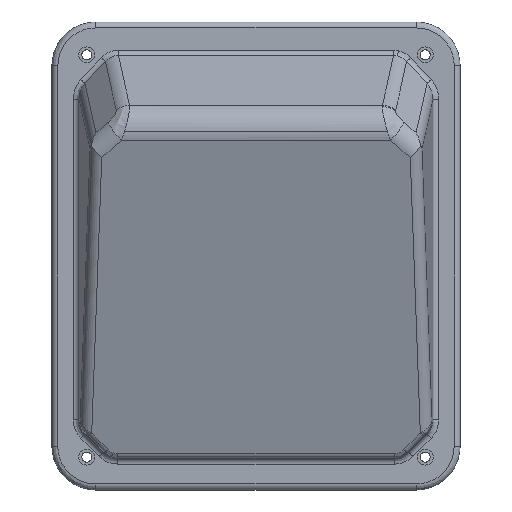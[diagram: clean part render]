
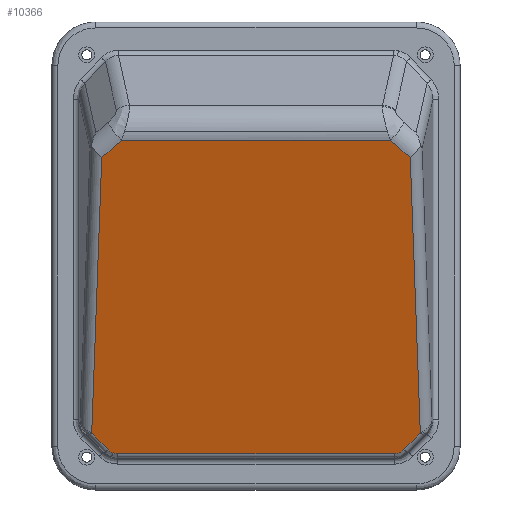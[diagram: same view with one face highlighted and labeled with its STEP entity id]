
A CAD part, top view. The second image highlights one B-rep face of the part: STEP entity #10366.
In plain terms, the highlighted planar face has unit normal (0, -0.296, 0.955).
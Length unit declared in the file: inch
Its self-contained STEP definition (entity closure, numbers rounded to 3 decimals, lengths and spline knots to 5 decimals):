
#361 = VECTOR ( 'NONE', #7596, 39.37008 ) ;
#836 = EDGE_CURVE ( 'NONE', #3024, #2313, #2998, .T. ) ;
#911 = DIRECTION ( 'NONE',  ( 0.735, -0.648, -0.201 ) ) ;
#946 = ORIENTED_EDGE ( 'NONE', *, *, #4852, .F. ) ;
#977 = LINE ( 'NONE', #3037, #5321 ) ;
#1000 = ORIENTED_EDGE ( 'NONE', *, *, #1753, .F. ) ;
#1271 = EDGE_CURVE ( 'NONE', #2313, #6998, #2359, .T. ) ;
#1402 = CARTESIAN_POINT ( 'NONE',  ( -3.2477, -3.45431, 0.4853 ) ) ;
#1425 = DIRECTION ( 'NONE',  ( 0.035, -0.955, -0.295 ) ) ;
#1559 = ORIENTED_EDGE ( 'NONE', *, *, #8950, .F. ) ;
#1626 = VERTEX_POINT ( 'NONE', #4664 ) ;
#1753 = EDGE_CURVE ( 'NONE', #5223, #3024, #1901, .T. ) ;
#1780 = CARTESIAN_POINT ( 'NONE',  ( -2.92187, -3.79006, 0.38142 ) ) ;
#1901 = LINE ( 'NONE', #3450, #12392 ) ;
#2068 = VERTEX_POINT ( 'NONE', #2208 ) ;
#2208 = CARTESIAN_POINT ( 'NONE',  ( -3.04938, 1.98135, 2.16698 ) ) ;
#2313 = VERTEX_POINT ( 'NONE', #11432 ) ;
#2359 = B_SPLINE_CURVE_WITH_KNOTS ( 'NONE', 3,
 ( #12510, #8664, #7626, #10561, #8576, #2631 ),
 .UNSPECIFIED., .F., .F.,
 ( 4, 2, 4 ),
 ( 0., 0.5, 1. ),
 .UNSPECIFIED. ) ;
#2631 = CARTESIAN_POINT ( 'NONE',  ( 2.7286, -3.87078, 0.35645 ) ) ;
#2901 = DIRECTION ( 'NONE',  ( -1., 0., 0. ) ) ;
#2998 = LINE ( 'NONE', #6598, #361 ) ;
#3024 = VERTEX_POINT ( 'NONE', #7642 ) ;
#3037 = CARTESIAN_POINT ( 'NONE',  ( 2.66033, 2.32452, 2.27316 ) ) ;
#3105 = AXIS2_PLACEMENT_3D ( 'NONE', #9134, #9004, #4157 ) ;
#3168 = EDGE_CURVE ( 'NONE', #6998, #7559, #9418, .T. ) ;
#3240 = CARTESIAN_POINT ( 'NONE',  ( -2.92187, -3.79006, 0.38142 ) ) ;
#3250 = ORIENTED_EDGE ( 'NONE', *, *, #12755, .F. ) ;
#3364 = CARTESIAN_POINT ( 'NONE',  ( 2.7286, -3.87078, 0.35645 ) ) ;
#3450 = CARTESIAN_POINT ( 'NONE',  ( 3.04938, 1.98135, 2.16698 ) ) ;
#3553 = B_SPLINE_CURVE_WITH_KNOTS ( 'NONE', 3,
 ( #10815, #5347, #6335, #3240 ),
 .UNSPECIFIED., .F., .F.,
 ( 4, 4 ),
 ( 0., 1. ),
 .UNSPECIFIED. ) ;
#3984 = VERTEX_POINT ( 'NONE', #7853 ) ;
#4157 = DIRECTION ( 'NONE',  ( 0., -0.955, -0.296 ) ) ;
#4455 = CARTESIAN_POINT ( 'NONE',  ( 3.04938, 1.98135, 2.16698 ) ) ;
#4485 = VECTOR ( 'NONE', #2901, 39.37008 ) ;
#4664 = CARTESIAN_POINT ( 'NONE',  ( -2.66033, 2.32452, 2.27316 ) ) ;
#4852 = EDGE_CURVE ( 'NONE', #3984, #6381, #11058, .T. ) ;
#5048 = VERTEX_POINT ( 'NONE', #7127 ) ;
#5223 = VERTEX_POINT ( 'NONE', #4455 ) ;
#5321 = VECTOR ( 'NONE', #911, 39.37008 ) ;
#5347 = CARTESIAN_POINT ( 'NONE',  ( -2.86236, -3.83914, 0.36624 ) ) ;
#5801 = ORIENTED_EDGE ( 'NONE', *, *, #10664, .F. ) ;
#6335 = CARTESIAN_POINT ( 'NONE',  ( -2.89515, -3.81759, 0.3729 ) ) ;
#6381 = VERTEX_POINT ( 'NONE', #8212 ) ;
#6493 = EDGE_CURVE ( 'NONE', #1626, #11977, #11025, .T. ) ;
#6598 = CARTESIAN_POINT ( 'NONE',  ( 3.2477, -3.45431, 0.4853 ) ) ;
#6933 = ORIENTED_EDGE ( 'NONE', *, *, #6493, .F. ) ;
#6998 = VERTEX_POINT ( 'NONE', #3364 ) ;
#7078 = ORIENTED_EDGE ( 'NONE', *, *, #836, .F. ) ;
#7127 = CARTESIAN_POINT ( 'NONE',  ( -2.82619, -3.85293, 0.36197 ) ) ;
#7177 = VECTOR ( 'NONE', #7251, 39.37008 ) ;
#7251 = DIRECTION ( 'NONE',  ( 0.035, 0.955, 0.295 ) ) ;
#7334 = EDGE_CURVE ( 'NONE', #2068, #1626, #12435, .T. ) ;
#7559 = VERTEX_POINT ( 'NONE', #10814 ) ;
#7596 = DIRECTION ( 'NONE',  ( -0.68, -0.701, -0.217 ) ) ;
#7612 = ORIENTED_EDGE ( 'NONE', *, *, #7334, .F. ) ;
#7626 = CARTESIAN_POINT ( 'NONE',  ( 2.86708, -3.836, 0.36721 ) ) ;
#7642 = CARTESIAN_POINT ( 'NONE',  ( 3.2477, -3.45431, 0.4853 ) ) ;
#7853 = CARTESIAN_POINT ( 'NONE',  ( -2.92187, -3.79006, 0.38142 ) ) ;
#8212 = CARTESIAN_POINT ( 'NONE',  ( -3.2477, -3.45431, 0.4853 ) ) ;
#8274 = VECTOR ( 'NONE', #11243, 39.37008 ) ;
#8293 = CARTESIAN_POINT ( 'NONE',  ( -2.7953, -3.8647, 0.35833 ) ) ;
#8452 = VECTOR ( 'NONE', #10677, 39.37008 ) ;
#8576 = CARTESIAN_POINT ( 'NONE',  ( 2.76493, -3.87078, 0.35645 ) ) ;
#8652 = ORIENTED_EDGE ( 'NONE', *, *, #3168, .F. ) ;
#8664 = CARTESIAN_POINT ( 'NONE',  ( 2.89711, -3.81557, 0.37353 ) ) ;
#8705 = DIRECTION ( 'NONE',  ( -0.68, 0.701, 0.217 ) ) ;
#8745 = EDGE_CURVE ( 'NONE', #6381, #2068, #10396, .T. ) ;
#8844 = CARTESIAN_POINT ( 'NONE',  ( 4.03543, -3.87078, 0.35645 ) ) ;
#8950 = EDGE_CURVE ( 'NONE', #11977, #5223, #977, .T. ) ;
#9004 = DIRECTION ( 'NONE',  ( 0., 0.296, -0.955 ) ) ;
#9059 = CARTESIAN_POINT ( 'NONE',  ( 2.66033, 2.32452, 2.27316 ) ) ;
#9096 = PLANE ( 'NONE',  #3105 ) ;
#9134 = CARTESIAN_POINT ( 'NONE',  ( 4.03543, 2.79051, 2.41732 ) ) ;
#9164 = CARTESIAN_POINT ( 'NONE',  ( -3.04938, 1.98135, 2.16698 ) ) ;
#9418 = LINE ( 'NONE', #8844, #4485 ) ;
#9651 = ORIENTED_EDGE ( 'NONE', *, *, #1271, .F. ) ;
#9853 = ORIENTED_EDGE ( 'NONE', *, *, #8745, .F. ) ;
#10356 = FACE_OUTER_BOUND ( 'NONE', #12687, .T. ) ;
#10366 = ADVANCED_FACE ( 'NONE', ( #10356 ), #9096, .F. ) ;
#10396 = LINE ( 'NONE', #1402, #7177 ) ;
#10561 = CARTESIAN_POINT ( 'NONE',  ( 2.80097, -3.86361, 0.35867 ) ) ;
#10619 = VECTOR ( 'NONE', #8705, 39.37008 ) ;
#10664 = EDGE_CURVE ( 'NONE', #7559, #5048, #11901, .T. ) ;
#10677 = DIRECTION ( 'NONE',  ( 1., 0., 0. ) ) ;
#10814 = CARTESIAN_POINT ( 'NONE',  ( -2.7286, -3.87078, 0.35645 ) ) ;
#10815 = CARTESIAN_POINT ( 'NONE',  ( -2.82619, -3.85293, 0.36197 ) ) ;
#10920 = CARTESIAN_POINT ( 'NONE',  ( -2.82619, -3.85293, 0.36197 ) ) ;
#11025 = LINE ( 'NONE', #11686, #8452 ) ;
#11058 = LINE ( 'NONE', #1780, #10619 ) ;
#11243 = DIRECTION ( 'NONE',  ( 0.735, 0.648, 0.201 ) ) ;
#11432 = CARTESIAN_POINT ( 'NONE',  ( 2.92187, -3.79006, 0.38142 ) ) ;
#11686 = CARTESIAN_POINT ( 'NONE',  ( 4.03543, 2.32452, 2.27316 ) ) ;
#11901 = B_SPLINE_CURVE_WITH_KNOTS ( 'NONE', 3,
 ( #12361, #12143, #8293, #10920 ),
 .UNSPECIFIED., .F., .F.,
 ( 4, 4 ),
 ( 0., 1. ),
 .UNSPECIFIED. ) ;
#11977 = VERTEX_POINT ( 'NONE', #9059 ) ;
#12143 = CARTESIAN_POINT ( 'NONE',  ( -2.76209, -3.87078, 0.35645 ) ) ;
#12361 = CARTESIAN_POINT ( 'NONE',  ( -2.7286, -3.87078, 0.35645 ) ) ;
#12392 = VECTOR ( 'NONE', #1425, 39.37008 ) ;
#12435 = LINE ( 'NONE', #9164, #8274 ) ;
#12510 = CARTESIAN_POINT ( 'NONE',  ( 2.92187, -3.79006, 0.38142 ) ) ;
#12687 = EDGE_LOOP ( 'NONE', ( #7078, #1000, #1559, #6933, #7612, #9853, #946, #3250, #5801, #8652, #9651 ) ) ;
#12755 = EDGE_CURVE ( 'NONE', #5048, #3984, #3553, .T. ) ;
